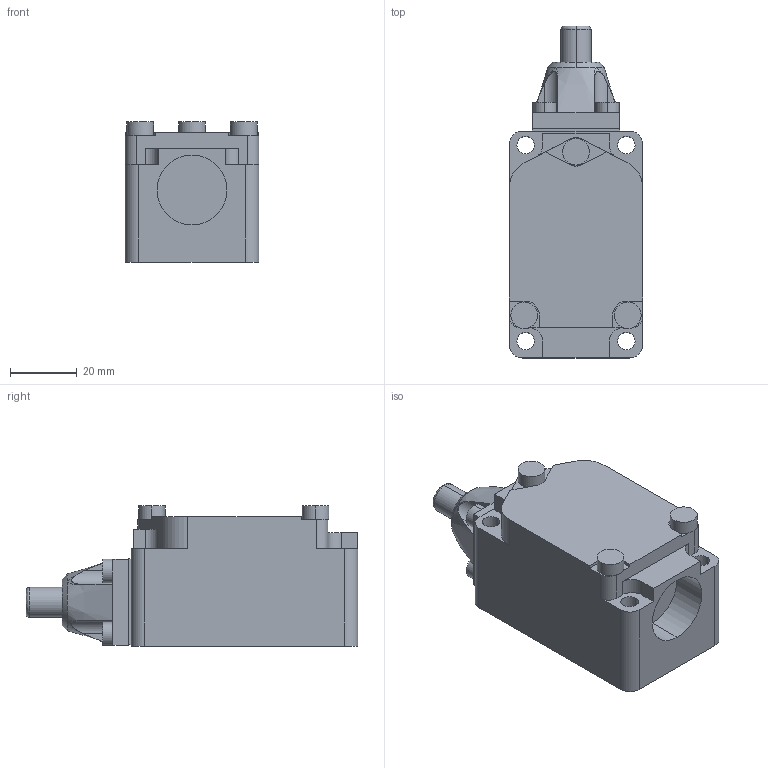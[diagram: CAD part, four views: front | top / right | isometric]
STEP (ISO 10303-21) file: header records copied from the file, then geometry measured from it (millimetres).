
FILE_DESCRIPTION (( 'STEP AP214' ), '1' );
FILE_NAME ('LIMSW-5101HT_3D.step', '2023-09-20T22:21:29', ( '' ), ( '' ), 'SwSTEP 2.0', 'SolidWorks 2022', '' );
FILE_SCHEMA (( 'AUTOMOTIVE_DESIGN' ));
Length unit declared in the file: inch
Products named in the file (4): WL01D_ACTUATOR; WL01D_HEAD; LIMSW-5101HT_3D; WL01D_BASE
Assembly tree (3 placements, depth 2):
  LIMSW-5101HT_3D
    WL01D_ACTUATOR
    WL01D_BASE
    WL01D_HEAD
Bounding box: 40 x 99.4 x 42 mm (x, y, z)
Volume: 103805.5 mm3; surface area: 20459.1 mm2
Topology: 3 solids, 3 shells, 140 faces, 352 edges, 222 vertices
Faces by surface type: plane 72, cylinder 56, bspline 10, cone 2
Entity records: 4952 total; most frequent: CARTESIAN_POINT 1420, DIRECTION 718, ORIENTED_EDGE 696, EDGE_CURVE 348, AXIS2_PLACEMENT_3D 264, VERTEX_POINT 222, LINE 190, VECTOR 190
